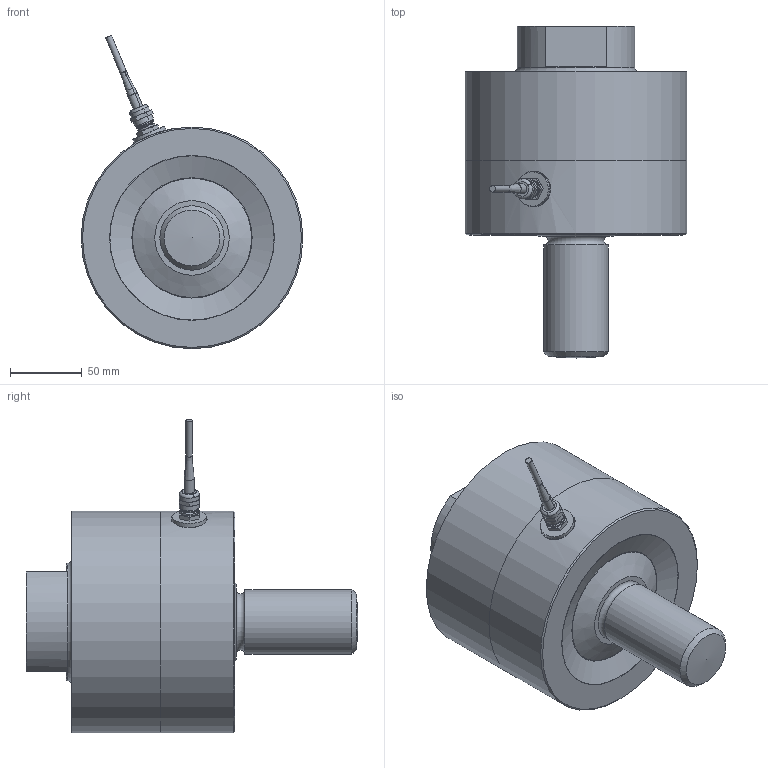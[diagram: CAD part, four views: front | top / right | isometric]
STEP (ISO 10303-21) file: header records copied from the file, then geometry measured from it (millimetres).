
FILE_DESCRIPTION( ( 'Unknown' ), '1' );
FILE_NAME( 'K1427-200kN.stp', 'Unknown', ( 'Unknown' ), ( 'Unknown' ), 'PSStep 17.0.49', 'Unknown', ' ' );
FILE_SCHEMA( ( 'AUTOMOTIVE_DESIGN { 1 0 10303 214 1 1 1 1 }' ) );
Length unit declared in the file: millimetre
Products named in the file (7): Assem1; pg7_doc-00007707; 1631-001-Membrane; 1631-002-Flansch; reduzierung; BOSS-DIN912_BN 7 M10x65; kabeldurchmesser4,5_doc-00036217
Assembly tree (13 placements, depth 2):
  Assem1
    pg7_doc-00007707
    1631-001-Membrane
    1631-002-Flansch
    reduzierung
    BOSS-DIN912_BN 7 M10x65  x8
    kabeldurchmesser4,5_doc-00036217
Bounding box: 155 x 232 x 219.19 mm (x, y, z)
Volume: 2288760.1 mm3; surface area: 215209.2 mm2
Topology: 13 solids, 13 shells, 322 faces, 688 edges, 435 vertices
Faces by surface type: plane 145, cylinder 87, cone 58, torus 31, sphere 1
Full cylindrical faces by diameter (mm): 4.5 x1, 8.16 x8, 8.376 x8, 10 x16, 11 x8, 11.89 x1, 16 x8, 17 x8, 20.5 x1, 22.5 x1, 24 x1, 41.752 x1, 45 x1, 45.5 x1, 82 x1, 155 x2
Entity records: 6700 total; most frequent: CARTESIAN_POINT 1944, DIRECTION 606, ORIENTED_EDGE 564, AXIS2_PLACEMENT_3D 292, EDGE_LOOP 286, EDGE_CURVE 282, FACE_OUTER_BOUND 222, VERTEX_POINT 220
